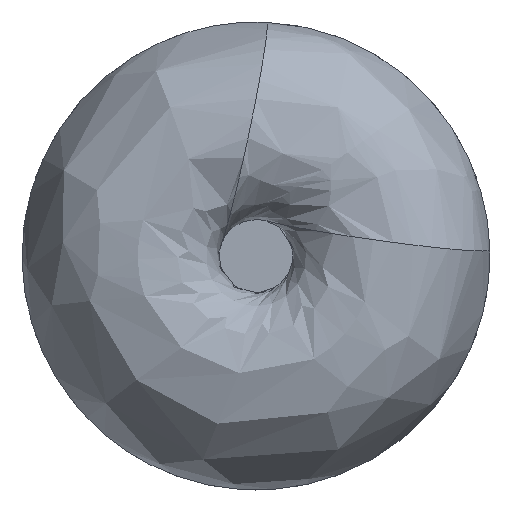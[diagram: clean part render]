
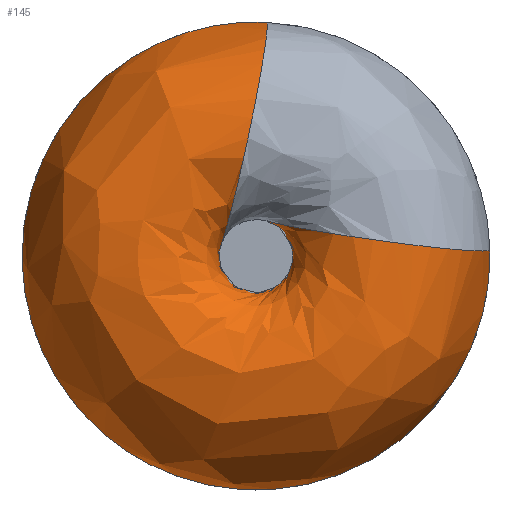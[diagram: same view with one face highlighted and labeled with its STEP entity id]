
A CAD part, left-side view. The second image highlights one B-rep face of the part: STEP entity #145.
In plain terms, the highlighted free-form (B-spline) face has degree [3, 3] with [7, 7] control points.
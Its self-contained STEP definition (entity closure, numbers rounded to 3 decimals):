
#145=ADVANCED_FACE('',(#160,#161),#158,.F.);
#158=(
BOUNDED_SURFACE()
B_SPLINE_SURFACE(3,3,((#341,#342,#343,#344,#345,#346,#347),(#348,#349,#350,
#351,#352,#353,#354),(#355,#356,#357,#358,#359,#360,#361),(#362,#363,#364,
#365,#366,#367,#368),(#369,#370,#371,#372,#373,#374,#375),(#376,#377,#378,
#379,#380,#381,#382),(#383,#384,#385,#386,#387,#388,#389)),
 .UNSPECIFIED.,.T.,.F.,.F.)
B_SPLINE_SURFACE_WITH_KNOTS((1,3,3,3,1),(4,3,4),(-0.5,0.,0.5,1.,1.5),(0.,
0.5,1.),.UNSPECIFIED.)
GEOMETRIC_REPRESENTATION_ITEM()
RATIONAL_B_SPLINE_SURFACE(((1.,0.578,0.578,1.,0.578,
0.578,1.),(0.333,0.193,0.193,
0.333,0.193,0.193,0.333),
(0.333,0.193,0.193,0.333,
0.193,0.193,0.333),(1.,0.578,
0.578,1.,0.578,0.578,1.),(0.333,
0.193,0.193,0.333,0.193,
0.193,0.333),(0.333,0.193,
0.193,0.333,0.193,0.193,
0.333),(1.,0.578,0.578,1.,0.578,
0.578,1.)))
REPRESENTATION_ITEM('')
SURFACE()
);
#160=FACE_BOUND('',#182,.T.);
#161=FACE_BOUND('',#183,.T.);
#182=EDGE_LOOP('',(#206));
#183=EDGE_LOOP('',(#207));
#206=ORIENTED_EDGE('',*,*,#242,.T.);
#207=ORIENTED_EDGE('',*,*,#243,.F.);
#230=VERTEX_POINT('',#338);
#231=VERTEX_POINT('',#340);
#242=EDGE_CURVE('',#230,#230,#254,.T.);
#243=EDGE_CURVE('',#231,#231,#255,.T.);
#254=CIRCLE('',#267,5.);
#255=CIRCLE('',#268,5.);
#267=AXIS2_PLACEMENT_3D('',#337,#291,#292);
#268=AXIS2_PLACEMENT_3D('',#339,#293,#294);
#291=DIRECTION('',(-0.052,0.977,0.208));
#292=DIRECTION('',(0.,-0.209,0.978));
#293=DIRECTION('',(-0.052,-0.139,0.989));
#294=DIRECTION('',(0.,-0.99,-0.139));
#337=CARTESIAN_POINT('',(4.993,0.596,5.101));
#338=CARTESIAN_POINT('',(4.993,-0.447,9.991));
#339=CARTESIAN_POINT('',(4.993,-5.046,0.955));
#340=CARTESIAN_POINT('',(4.993,-9.997,0.259));
#341=CARTESIAN_POINT('',(4.993,-9.997,0.259));
#342=CARTESIAN_POINT('',(4.993,-10.275,-10.479));
#343=CARTESIAN_POINT('',(4.993,-0.386,-14.671));
#344=CARTESIAN_POINT('',(4.993,7.138,-7.005));
#345=CARTESIAN_POINT('',(4.993,14.661,0.662));
#346=CARTESIAN_POINT('',(4.993,10.284,10.471));
#347=CARTESIAN_POINT('',(4.993,-0.447,9.991));
#348=CARTESIAN_POINT('',(14.979,-10.07,0.777));
#349=CARTESIAN_POINT('',(14.979,-10.905,-10.039));
#350=CARTESIAN_POINT('',(14.979,-1.147,-14.778));
#351=CARTESIAN_POINT('',(14.979,6.838,-7.433));
#352=CARTESIAN_POINT('',(14.979,14.822,-0.089));
#353=CARTESIAN_POINT('',(14.979,10.913,10.03));
#354=CARTESIAN_POINT('',(14.979,0.065,10.1));
#355=CARTESIAN_POINT('',(14.979,-0.167,2.169));
#356=CARTESIAN_POINT('',(14.979,-2.497,1.989));
#357=CARTESIAN_POINT('',(14.979,-3.183,-0.244));
#358=CARTESIAN_POINT('',(14.979,-1.356,-1.701));
#359=CARTESIAN_POINT('',(14.979,0.471,-3.158));
#360=CARTESIAN_POINT('',(14.979,2.496,-1.991));
#361=CARTESIAN_POINT('',(14.979,2.152,0.32));
#362=CARTESIAN_POINT('',(4.993,-0.094,1.651));
#363=CARTESIAN_POINT('',(4.993,-1.868,1.549));
#364=CARTESIAN_POINT('',(4.993,-2.423,-0.138));
#365=CARTESIAN_POINT('',(4.993,-1.056,-1.272));
#366=CARTESIAN_POINT('',(4.993,0.31,-2.407));
#367=CARTESIAN_POINT('',(4.993,1.866,-1.551));
#368=CARTESIAN_POINT('',(4.993,1.64,0.211));
#369=CARTESIAN_POINT('',(-4.993,-0.022,1.133));
#370=CARTESIAN_POINT('',(-4.993,-1.238,1.109));
#371=CARTESIAN_POINT('',(-4.993,-1.662,-0.031));
#372=CARTESIAN_POINT('',(-4.993,-0.756,-0.843));
#373=CARTESIAN_POINT('',(-4.993,0.15,-1.656));
#374=CARTESIAN_POINT('',(-4.993,1.237,-1.11));
#375=CARTESIAN_POINT('',(-4.993,1.128,0.102));
#376=CARTESIAN_POINT('',(-4.993,-9.924,-0.259));
#377=CARTESIAN_POINT('',(-4.993,-9.646,-10.919));
#378=CARTESIAN_POINT('',(-4.993,0.375,-14.564));
#379=CARTESIAN_POINT('',(-4.993,7.438,-6.576));
#380=CARTESIAN_POINT('',(-4.993,14.501,1.413));
#381=CARTESIAN_POINT('',(-4.993,9.654,10.911));
#382=CARTESIAN_POINT('',(-4.993,-0.959,9.881));
#383=CARTESIAN_POINT('',(4.993,-9.997,0.259));
#384=CARTESIAN_POINT('',(4.993,-10.275,-10.479));
#385=CARTESIAN_POINT('',(4.993,-0.386,-14.671));
#386=CARTESIAN_POINT('',(4.993,7.138,-7.005));
#387=CARTESIAN_POINT('',(4.993,14.661,0.662));
#388=CARTESIAN_POINT('',(4.993,10.284,10.471));
#389=CARTESIAN_POINT('',(4.993,-0.447,9.991));
